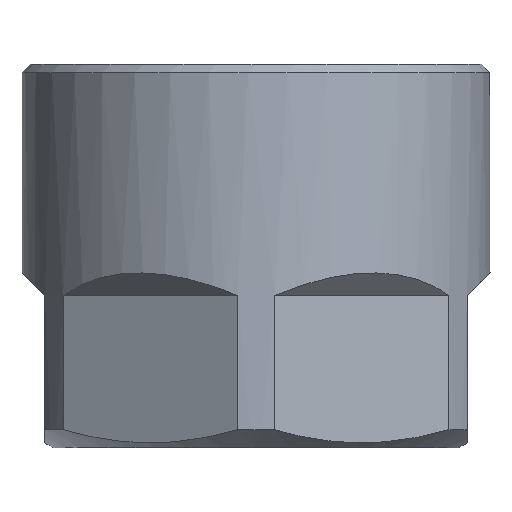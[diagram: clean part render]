
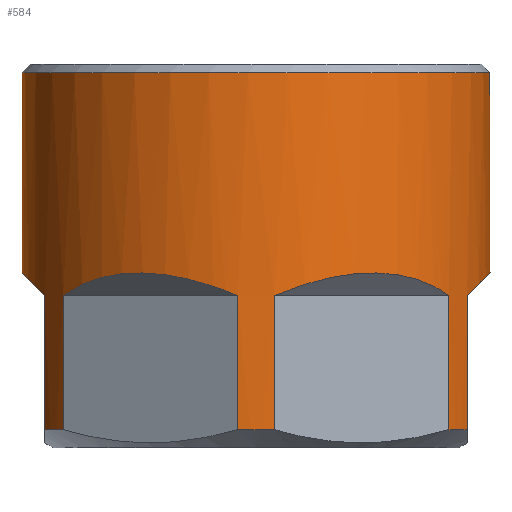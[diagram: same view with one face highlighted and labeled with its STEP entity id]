
A CAD part, front view. The second image highlights one B-rep face of the part: STEP entity #584.
In plain terms, the highlighted cylindrical face has radius 13.85 mm (diameter 27.7 mm), a full revolution.
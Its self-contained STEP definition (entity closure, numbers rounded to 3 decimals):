
#20=ELLIPSE('',#613,19.587,13.85);
#21=ELLIPSE('',#618,19.587,13.85);
#22=ELLIPSE('',#622,19.587,13.85);
#23=ELLIPSE('',#624,19.587,13.85);
#24=ELLIPSE('',#626,19.587,13.85);
#25=ELLIPSE('',#630,19.587,13.85);
#32=LINE('',#796,#50);
#33=LINE('',#805,#51);
#35=LINE('',#811,#53);
#36=LINE('',#820,#54);
#41=LINE('',#847,#59);
#42=LINE('',#855,#60);
#44=LINE('',#863,#62);
#45=LINE('',#871,#63);
#46=LINE('',#873,#64);
#47=LINE('',#881,#65);
#48=LINE('',#889,#66);
#49=LINE('',#890,#67);
#50=VECTOR('',#684,1000.);
#51=VECTOR('',#685,1000.);
#53=VECTOR('',#693,1000.);
#54=VECTOR('',#694,1000.);
#59=VECTOR('',#725,1000.);
#60=VECTOR('',#726,1000.);
#62=VECTOR('',#736,1000.);
#63=VECTOR('',#737,1000.);
#64=VECTOR('',#740,1000.);
#65=VECTOR('',#741,1000.);
#66=VECTOR('',#754,1000.);
#67=VECTOR('',#755,1000.);
#143=ORIENTED_EDGE('',*,*,#222,.F.);
#144=ORIENTED_EDGE('',*,*,#226,.T.);
#145=ORIENTED_EDGE('',*,*,#223,.T.);
#146=ORIENTED_EDGE('',*,*,#210,.T.);
#147=ORIENTED_EDGE('',*,*,#225,.F.);
#148=ORIENTED_EDGE('',*,*,#227,.T.);
#149=ORIENTED_EDGE('',*,*,#202,.T.);
#150=ORIENTED_EDGE('',*,*,#207,.T.);
#151=ORIENTED_EDGE('',*,*,#204,.F.);
#152=ORIENTED_EDGE('',*,*,#228,.T.);
#153=ORIENTED_EDGE('',*,*,#197,.T.);
#154=ORIENTED_EDGE('',*,*,#201,.T.);
#155=ORIENTED_EDGE('',*,*,#199,.F.);
#156=ORIENTED_EDGE('',*,*,#229,.T.);
#157=ORIENTED_EDGE('',*,*,#215,.T.);
#158=ORIENTED_EDGE('',*,*,#214,.T.);
#159=ORIENTED_EDGE('',*,*,#217,.F.);
#160=ORIENTED_EDGE('',*,*,#230,.T.);
#161=ORIENTED_EDGE('',*,*,#231,.T.);
#162=ORIENTED_EDGE('',*,*,#212,.T.);
#163=ORIENTED_EDGE('',*,*,#232,.F.);
#164=ORIENTED_EDGE('',*,*,#233,.T.);
#165=ORIENTED_EDGE('',*,*,#220,.T.);
#166=ORIENTED_EDGE('',*,*,#219,.T.);
#167=ORIENTED_EDGE('',*,*,#234,.T.);
#197=EDGE_CURVE('',#246,#247,#32,.T.);
#199=EDGE_CURVE('',#248,#249,#33,.T.);
#201=EDGE_CURVE('',#247,#249,#20,.T.);
#202=EDGE_CURVE('',#250,#251,#35,.T.);
#204=EDGE_CURVE('',#252,#253,#36,.T.);
#207=EDGE_CURVE('',#251,#253,#21,.T.);
#210=EDGE_CURVE('',#256,#257,#22,.T.);
#212=EDGE_CURVE('',#258,#259,#23,.T.);
#214=EDGE_CURVE('',#260,#261,#24,.T.);
#215=EDGE_CURVE('',#262,#260,#41,.T.);
#217=EDGE_CURVE('',#263,#261,#42,.T.);
#219=EDGE_CURVE('',#264,#265,#25,.T.);
#220=EDGE_CURVE('',#266,#264,#44,.T.);
#222=EDGE_CURVE('',#267,#265,#45,.T.);
#223=EDGE_CURVE('',#268,#256,#46,.T.);
#225=EDGE_CURVE('',#269,#257,#47,.T.);
#226=EDGE_CURVE('',#267,#268,#285,.T.);
#227=EDGE_CURVE('',#269,#250,#286,.T.);
#228=EDGE_CURVE('',#252,#246,#287,.T.);
#229=EDGE_CURVE('',#248,#262,#288,.T.);
#230=EDGE_CURVE('',#263,#270,#289,.T.);
#231=EDGE_CURVE('',#270,#258,#48,.T.);
#232=EDGE_CURVE('',#271,#259,#49,.T.);
#233=EDGE_CURVE('',#271,#266,#290,.T.);
#234=EDGE_CURVE('',#272,#272,#291,.T.);
#246=VERTEX_POINT('',#797);
#247=VERTEX_POINT('',#798);
#248=VERTEX_POINT('',#804);
#249=VERTEX_POINT('',#806);
#250=VERTEX_POINT('',#812);
#251=VERTEX_POINT('',#813);
#252=VERTEX_POINT('',#819);
#253=VERTEX_POINT('',#821);
#256=VERTEX_POINT('',#833);
#257=VERTEX_POINT('',#834);
#258=VERTEX_POINT('',#838);
#259=VERTEX_POINT('',#839);
#260=VERTEX_POINT('',#843);
#261=VERTEX_POINT('',#844);
#262=VERTEX_POINT('',#848);
#263=VERTEX_POINT('',#854);
#264=VERTEX_POINT('',#859);
#265=VERTEX_POINT('',#860);
#266=VERTEX_POINT('',#864);
#267=VERTEX_POINT('',#870);
#268=VERTEX_POINT('',#874);
#269=VERTEX_POINT('',#880);
#270=VERTEX_POINT('',#888);
#271=VERTEX_POINT('',#891);
#272=VERTEX_POINT('',#894);
#285=CIRCLE('',#634,13.85);
#286=CIRCLE('',#635,13.85);
#287=CIRCLE('',#636,13.85);
#288=CIRCLE('',#637,13.85);
#289=CIRCLE('',#638,13.85);
#290=CIRCLE('',#639,13.85);
#291=CIRCLE('',#640,13.85);
#325=EDGE_LOOP('',(#143,#144,#145,#146,#147,#148,#149,#150,#151,#152,#153,
#154,#155,#156,#157,#158,#159,#160,#161,#162,#163,#164,#165,#166));
#326=EDGE_LOOP('',(#167));
#365=FACE_BOUND('',#325,.T.);
#366=FACE_BOUND('',#326,.T.);
#376=CYLINDRICAL_SURFACE('',#633,13.85);
#584=ADVANCED_FACE('',(#365,#366),#376,.T.);
#613=AXIS2_PLACEMENT_3D('',#809,#689,#690);
#618=AXIS2_PLACEMENT_3D('',#827,#702,#703);
#622=AXIS2_PLACEMENT_3D('',#835,#711,#712);
#624=AXIS2_PLACEMENT_3D('',#840,#716,#717);
#626=AXIS2_PLACEMENT_3D('',#845,#721,#722);
#630=AXIS2_PLACEMENT_3D('',#861,#732,#733);
#633=AXIS2_PLACEMENT_3D('',#882,#742,#743);
#634=AXIS2_PLACEMENT_3D('',#883,#744,#745);
#635=AXIS2_PLACEMENT_3D('',#884,#746,#747);
#636=AXIS2_PLACEMENT_3D('',#885,#748,#749);
#637=AXIS2_PLACEMENT_3D('',#886,#750,#751);
#638=AXIS2_PLACEMENT_3D('',#887,#752,#753);
#639=AXIS2_PLACEMENT_3D('',#892,#756,#757);
#640=AXIS2_PLACEMENT_3D('',#893,#758,#759);
#684=DIRECTION('',(0.,0.,1.));
#685=DIRECTION('',(0.,0.,1.));
#689=DIRECTION('',(0.707,0.,0.707));
#690=DIRECTION('',(-0.707,0.,0.707));
#693=DIRECTION('',(0.,0.,1.));
#694=DIRECTION('',(0.,0.,1.));
#702=DIRECTION('',(0.354,-0.612,0.707));
#703=DIRECTION('',(-0.354,0.612,0.707));
#711=DIRECTION('',(-0.354,-0.612,0.707));
#712=DIRECTION('',(0.354,0.612,0.707));
#716=DIRECTION('',(-0.354,0.612,0.707));
#717=DIRECTION('',(0.354,-0.612,0.707));
#721=DIRECTION('',(0.354,0.612,0.707));
#722=DIRECTION('',(-0.354,-0.612,0.707));
#725=DIRECTION('',(0.,0.,1.));
#726=DIRECTION('',(0.,0.,1.));
#732=DIRECTION('',(-0.707,0.,0.707));
#733=DIRECTION('',(0.707,0.,0.707));
#736=DIRECTION('',(0.,0.,1.));
#737=DIRECTION('',(0.,0.,1.));
#740=DIRECTION('',(0.,0.,1.));
#741=DIRECTION('',(0.,0.,1.));
#742=DIRECTION('',(0.,0.,-1.));
#743=DIRECTION('',(1.,0.,0.));
#744=DIRECTION('',(0.,0.,1.));
#745=DIRECTION('',(1.,0.,0.));
#746=DIRECTION('',(0.,0.,1.));
#747=DIRECTION('',(1.,0.,0.));
#748=DIRECTION('',(0.,0.,1.));
#749=DIRECTION('',(1.,0.,0.));
#750=DIRECTION('',(0.,0.,1.));
#751=DIRECTION('',(1.,0.,0.));
#752=DIRECTION('',(0.,0.,1.));
#753=DIRECTION('',(1.,0.,0.));
#754=DIRECTION('',(0.,0.,1.));
#755=DIRECTION('',(0.,0.,1.));
#756=DIRECTION('',(0.,0.,1.));
#757=DIRECTION('',(1.,0.,0.));
#758=DIRECTION('',(0.,0.,-1.));
#759=DIRECTION('',(-1.,0.,0.));
#796=CARTESIAN_POINT('',(-12.5,5.964,60.));
#797=CARTESIAN_POINT('',(-12.5,5.964,-10.282));
#798=CARTESIAN_POINT('',(-12.5,5.964,-2.35));
#804=CARTESIAN_POINT('',(-12.5,-5.964,-10.282));
#805=CARTESIAN_POINT('',(-12.5,-5.964,60.));
#806=CARTESIAN_POINT('',(-12.5,-5.964,-2.35));
#809=CARTESIAN_POINT('',(0.,0.,-14.85));
#811=CARTESIAN_POINT('',(-1.085,13.807,60.));
#812=CARTESIAN_POINT('',(-1.085,13.807,-10.282));
#813=CARTESIAN_POINT('',(-1.085,13.807,-2.35));
#819=CARTESIAN_POINT('',(-11.415,7.843,-10.282));
#820=CARTESIAN_POINT('',(-11.415,7.843,60.));
#821=CARTESIAN_POINT('',(-11.415,7.843,-2.35));
#827=CARTESIAN_POINT('',(0.,0.,-14.85));
#833=CARTESIAN_POINT('',(11.415,7.843,-2.35));
#834=CARTESIAN_POINT('',(1.085,13.807,-2.35));
#835=CARTESIAN_POINT('',(0.,0.,-14.85));
#838=CARTESIAN_POINT('',(1.085,-13.807,-2.35));
#839=CARTESIAN_POINT('',(11.415,-7.843,-2.35));
#840=CARTESIAN_POINT('',(0.,0.,-14.85));
#843=CARTESIAN_POINT('',(-11.415,-7.843,-2.35));
#844=CARTESIAN_POINT('',(-1.085,-13.807,-2.35));
#845=CARTESIAN_POINT('',(0.,0.,-14.85));
#847=CARTESIAN_POINT('',(-11.415,-7.843,60.));
#848=CARTESIAN_POINT('',(-11.415,-7.843,-10.282));
#854=CARTESIAN_POINT('',(-1.085,-13.807,-10.282));
#855=CARTESIAN_POINT('',(-1.085,-13.807,60.));
#859=CARTESIAN_POINT('',(12.5,-5.964,-2.35));
#860=CARTESIAN_POINT('',(12.5,5.964,-2.35));
#861=CARTESIAN_POINT('',(0.,0.,-14.85));
#863=CARTESIAN_POINT('',(12.5,-5.964,60.));
#864=CARTESIAN_POINT('',(12.5,-5.964,-10.282));
#870=CARTESIAN_POINT('',(12.5,5.964,-10.282));
#871=CARTESIAN_POINT('',(12.5,5.964,60.));
#873=CARTESIAN_POINT('',(11.415,7.843,60.));
#874=CARTESIAN_POINT('',(11.415,7.843,-10.282));
#880=CARTESIAN_POINT('',(1.085,13.807,-10.282));
#881=CARTESIAN_POINT('',(1.085,13.807,60.));
#882=CARTESIAN_POINT('',(0.,0.,60.));
#883=CARTESIAN_POINT('',(0.,0.,-10.282));
#884=CARTESIAN_POINT('',(0.,0.,-10.282));
#885=CARTESIAN_POINT('',(0.,0.,-10.282));
#886=CARTESIAN_POINT('',(0.,0.,-10.282));
#887=CARTESIAN_POINT('',(0.,0.,-10.282));
#888=CARTESIAN_POINT('',(1.085,-13.807,-10.282));
#889=CARTESIAN_POINT('',(1.085,-13.807,60.));
#890=CARTESIAN_POINT('',(11.415,-7.843,60.));
#891=CARTESIAN_POINT('',(11.415,-7.843,-10.282));
#892=CARTESIAN_POINT('',(0.,0.,-10.282));
#893=CARTESIAN_POINT('',(0.,0.,10.85));
#894=CARTESIAN_POINT('',(-13.85,0.,10.85));
